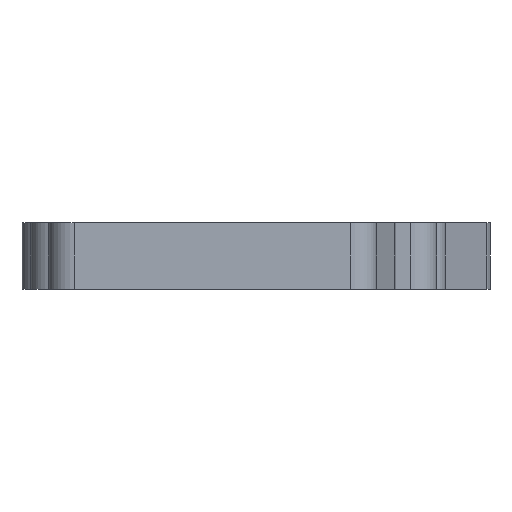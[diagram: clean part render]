
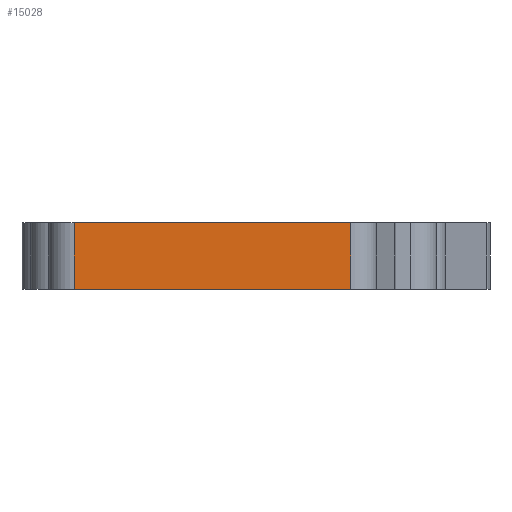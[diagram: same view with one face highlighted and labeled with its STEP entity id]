
A CAD part, left-side view. The second image highlights one B-rep face of the part: STEP entity #15028.
In plain terms, the highlighted planar face has unit normal (-1, 0, 0).
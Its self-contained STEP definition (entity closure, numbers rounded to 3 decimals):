
#1669=PLANE('',#15560);
#2482=FACE_OUTER_BOUND('',#3369,.T.);
#3369=EDGE_LOOP('',(#14100,#14101,#14102,#14103));
#4594=LINE('',#26019,#5857);
#4630=LINE('',#26116,#5893);
#4631=LINE('',#26119,#5894);
#4632=LINE('',#26120,#5895);
#5857=VECTOR('',#17747,10.);
#5893=VECTOR('',#17845,10.);
#5894=VECTOR('',#17848,10.);
#5895=VECTOR('',#17849,10.);
#7466=VERTEX_POINT('',#26016);
#7467=VERTEX_POINT('',#26018);
#7497=VERTEX_POINT('',#26114);
#7498=VERTEX_POINT('',#26118);
#9661=EDGE_CURVE('',#7467,#7466,#4594,.T.);
#9710=EDGE_CURVE('',#7466,#7497,#4630,.T.);
#9711=EDGE_CURVE('',#7498,#7497,#4631,.T.);
#9712=EDGE_CURVE('',#7467,#7498,#4632,.T.);
#14100=ORIENTED_EDGE('',*,*,#9710,.T.);
#14101=ORIENTED_EDGE('',*,*,#9711,.F.);
#14102=ORIENTED_EDGE('',*,*,#9712,.F.);
#14103=ORIENTED_EDGE('',*,*,#9661,.T.);
#15028=ADVANCED_FACE('',(#2482),#1669,.T.);
#15560=AXIS2_PLACEMENT_3D('',#26117,#17846,#17847);
#17747=DIRECTION('',(0.,1.,0.));
#17845=DIRECTION('',(0.,0.,-1.));
#17846=DIRECTION('center_axis',(-1.,0.,0.));
#17847=DIRECTION('ref_axis',(0.,1.,0.));
#17848=DIRECTION('',(0.,1.,0.));
#17849=DIRECTION('',(0.,0.,-1.));
#26016=CARTESIAN_POINT('',(-210.234,-94.406,11.6));
#26018=CARTESIAN_POINT('',(-210.234,-169.381,11.6));
#26019=CARTESIAN_POINT('',(-210.234,-119.034,11.6));
#26114=CARTESIAN_POINT('',(-210.234,-94.406,-6.5));
#26116=CARTESIAN_POINT('',(-210.234,-94.406,-2.5));
#26117=CARTESIAN_POINT('Origin',(-210.234,-169.381,-2.5));
#26118=CARTESIAN_POINT('',(-210.234,-169.381,-6.5));
#26119=CARTESIAN_POINT('',(-210.234,-153.601,-6.5));
#26120=CARTESIAN_POINT('',(-210.234,-169.381,-2.5));
